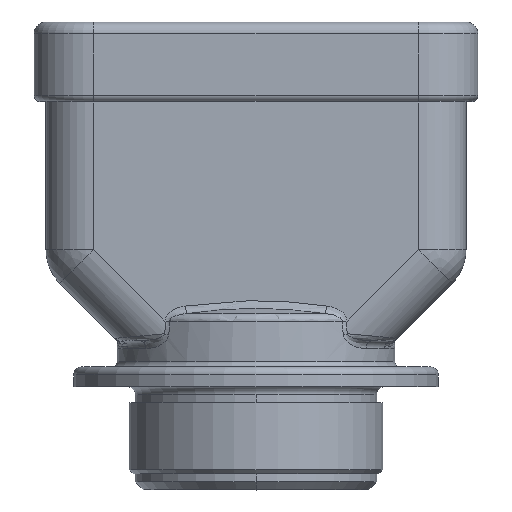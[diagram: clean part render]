
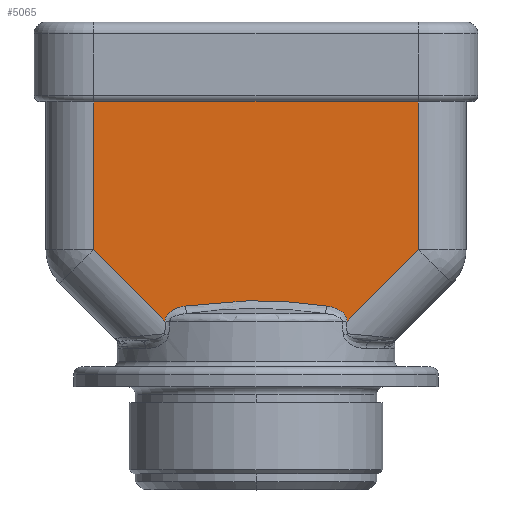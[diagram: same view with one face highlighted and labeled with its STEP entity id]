
A CAD part, top view. The second image highlights one B-rep face of the part: STEP entity #5065.
In plain terms, the highlighted planar face has unit normal (0, 0, 1).
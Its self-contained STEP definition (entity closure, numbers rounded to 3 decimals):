
#2599=DIRECTION('',(1.,0.,0.));
#2600=VECTOR('',#2599,41.);
#2601=CARTESIAN_POINT('',(-20.5,56.,13.5));
#2602=LINE('',#2601,#2600);
#2603=DIRECTION('',(0.707,0.707,0.));
#2604=VECTOR('',#2603,12.744);
#2605=CARTESIAN_POINT('',(11.488,21.274,13.5));
#2606=LINE('',#2605,#2604);
#2607=CARTESIAN_POINT('',(-8.908,23.165,13.5));
#2608=CARTESIAN_POINT('',(-7.423,23.373,13.5));
#2609=CARTESIAN_POINT('',(-4.454,23.714,13.5));
#2610=CARTESIAN_POINT('',(0.,23.902,
13.5));
#2611=CARTESIAN_POINT('',(4.454,23.714,13.5));
#2612=CARTESIAN_POINT('',(7.423,23.373,13.5));
#2613=CARTESIAN_POINT('',(8.908,23.165,13.5));
#2615=CARTESIAN_POINT('',(-11.488,21.274,13.5));
#2616=CARTESIAN_POINT('',(-11.486,21.347,13.5));
#2617=CARTESIAN_POINT('',(-11.468,21.492,13.5));
#2618=CARTESIAN_POINT('',(-11.385,21.77,13.5));
#2619=CARTESIAN_POINT('',(-11.201,22.086,13.5));
#2620=CARTESIAN_POINT('',(-10.899,22.397,13.5));
#2621=CARTESIAN_POINT('',(-10.601,22.605,13.5));
#2622=CARTESIAN_POINT('',(-10.348,22.743,13.5));
#2623=CARTESIAN_POINT('',(-10.085,22.866,13.5));
#2624=CARTESIAN_POINT('',(-9.614,23.036,13.5));
#2625=CARTESIAN_POINT('',(-9.194,23.124,13.5));
#2626=CARTESIAN_POINT('',(-8.908,23.165,13.5));
#2628=DIRECTION('',(0.707,-0.707,0.));
#2629=VECTOR('',#2628,12.744);
#2630=CARTESIAN_POINT('',(-20.5,30.285,13.5));
#2631=LINE('',#2630,#2629);
#2636=DIRECTION('',(0.,-1.,0.));
#2637=VECTOR('',#2636,25.715);
#2638=CARTESIAN_POINT('',(20.5,56.,13.5));
#2639=LINE('',#2638,#2637);
#2761=DIRECTION('',(0.,1.,0.));
#2762=VECTOR('',#2761,25.715);
#2763=CARTESIAN_POINT('',(-20.5,30.285,13.5));
#2764=LINE('',#2763,#2762);
#3421=CARTESIAN_POINT('',(11.488,21.274,13.5));
#3474=CARTESIAN_POINT('',(-8.908,23.165,13.5));
#3504=CARTESIAN_POINT('',(11.488,21.274,13.5));
#3505=CARTESIAN_POINT('',(11.485,21.388,13.5));
#3506=CARTESIAN_POINT('',(11.445,21.619,13.5));
#3507=CARTESIAN_POINT('',(11.271,21.988,13.5));
#3508=CARTESIAN_POINT('',(10.978,22.332,13.5));
#3509=CARTESIAN_POINT('',(10.579,22.629,13.5));
#3510=CARTESIAN_POINT('',(10.098,22.87,13.5));
#3511=CARTESIAN_POINT('',(9.541,23.052,13.5));
#3512=CARTESIAN_POINT('',(9.127,23.134,13.5));
#3513=CARTESIAN_POINT('',(8.908,23.165,13.5));
#4581=VERTEX_POINT('',#3474);
#4661=CARTESIAN_POINT('',(20.5,56.,13.5));
#4663=VERTEX_POINT('',#4661);
#4709=CARTESIAN_POINT('',(-20.5,30.285,13.5));
#4710=VERTEX_POINT('',#4709);
#4721=CARTESIAN_POINT('',(20.5,30.285,13.5));
#4722=VERTEX_POINT('',#4721);
#4723=VERTEX_POINT('',#2615);
#4734=VERTEX_POINT('',#3421);
#4742=CARTESIAN_POINT('',(-20.5,56.,13.5));
#4743=VERTEX_POINT('',#4742);
#4768=VERTEX_POINT('',#3513);
#5043=CARTESIAN_POINT('',(0.,0.,13.5));
#5044=DIRECTION('',(0.,0.,1.));
#5045=DIRECTION('',(1.,0.,0.));
#5046=AXIS2_PLACEMENT_3D('',#5043,#5044,#5045);
#5047=PLANE('',#5046);
#5048=ORIENTED_EDGE('',*,*,#5033,.T.);
#5050=ORIENTED_EDGE('',*,*,#5049,.T.);
#5052=ORIENTED_EDGE('',*,*,#5051,.F.);
#5054=ORIENTED_EDGE('',*,*,#5053,.T.);
#5056=ORIENTED_EDGE('',*,*,#5055,.F.);
#5058=ORIENTED_EDGE('',*,*,#5057,.F.);
#5060=ORIENTED_EDGE('',*,*,#5059,.F.);
#5062=ORIENTED_EDGE('',*,*,#5061,.T.);
#5063=EDGE_LOOP('',(#5048,#5050,#5052,#5054,#5056,#5058,#5060,#5062));
#5064=FACE_OUTER_BOUND('',#5063,.F.);
#5065=ADVANCED_FACE('',(#5064),#5047,.T.);
#2614=B_SPLINE_CURVE_WITH_KNOTS('',3,(#2607,#2608,#2609,#2610,#2611,#2612,
#2613),.UNSPECIFIED.,.F.,.F.,(4,1,1,1,4),(0.,0.25,0.5,0.75,1.),
.UNSPECIFIED.);
#2627=B_SPLINE_CURVE_WITH_KNOTS('',3,(#2615,#2616,#2617,#2618,#2619,#2620,#2621,
#2622,#2623,#2624,#2625,#2626),.UNSPECIFIED.,.F.,.F.,(4,1,1,1,1,1,1,1,1,4),
(0.,0.063,0.125,0.25,0.375,0.5,0.563,0.625,0.75,1.),
.UNSPECIFIED.);
#3514=B_SPLINE_CURVE_WITH_KNOTS('',3,(#3504,#3505,#3506,#3507,#3508,#3509,#3510,
#3511,#3512,#3513),.UNSPECIFIED.,.F.,.F.,(4,1,1,1,1,1,1,4),(0.,
0.143,0.286,0.429,0.571,
0.714,0.857,1.),.UNSPECIFIED.);
#5033=EDGE_CURVE('',#4743,#4663,#2602,.T.);
#5049=EDGE_CURVE('',#4663,#4722,#2639,.T.);
#5051=EDGE_CURVE('',#4734,#4722,#2606,.T.);
#5053=EDGE_CURVE('',#4734,#4768,#3514,.T.);
#5055=EDGE_CURVE('',#4581,#4768,#2614,.T.);
#5057=EDGE_CURVE('',#4723,#4581,#2627,.T.);
#5059=EDGE_CURVE('',#4710,#4723,#2631,.T.);
#5061=EDGE_CURVE('',#4710,#4743,#2764,.T.);
